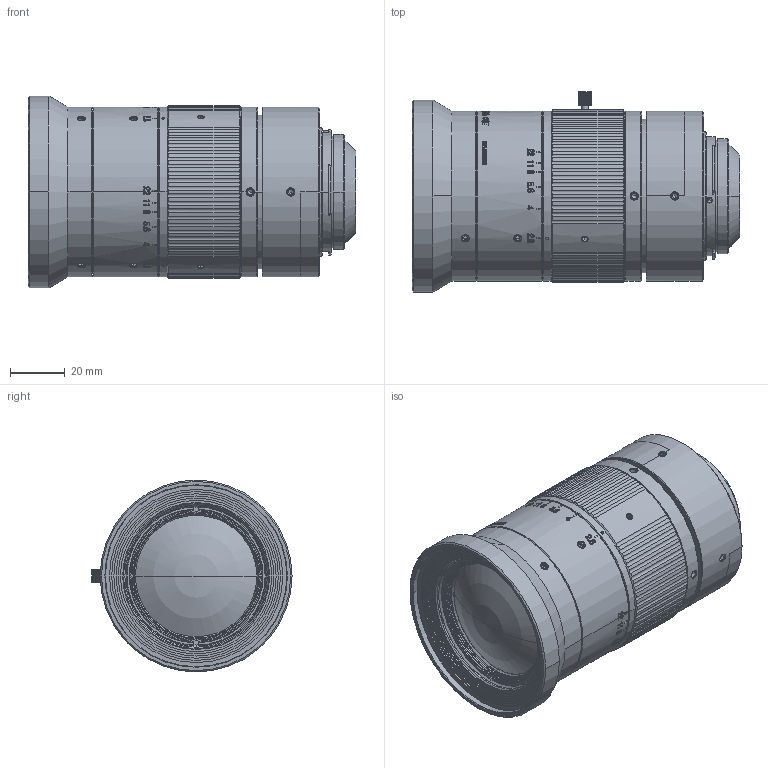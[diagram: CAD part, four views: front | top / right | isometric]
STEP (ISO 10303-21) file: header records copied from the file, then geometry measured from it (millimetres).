
FILE_DESCRIPTION((''),'2;1');
FILE_NAME('LM2828B2_F_M58_M72_ASM_ASM','2023-11-30T',('Administrator'),(''),'PRO/ENGINEER BY PARAMETRIC TECHNOLOGY CORPORATION, 2014320','PRO/ENGINEER BY PARAMETRIC TECHNOLOGY CORPORATION, 2014320','');
FILE_SCHEMA(('CONFIG_CONTROL_DESIGN'));
Length unit declared in the file: millimetre
Products named in the file (29): LM2828B-1-2_ASM_1_ASM; V610033A-604_1; LM2828C-1-2_ASM_1_ASM; LM2828B-GG-1_1_ASM; V610033A-601_8; V610033A-610_4; V610033A-611_2; LM2828B-1-1-1_ASM_3_ASM; LM2828B-GG-2_1_ASM; V610033A-602_4; LM2828B-1-1-2_ASM_2_ASM; V610033A-608_2; NUT_M3X4_1; LM2828B-1-1_ASM_6_ASM; LM2828B-GG-3_1_ASM; LM2828C-2_ASM_2_ASM; LM2828B-1_ASM_1_ASM; LM2828B-2_ASM_1_ASM; V610033A-605_1; M2_5X6_1; LM2828B-4_ASM_1_ASM; V610033A-606_PVT_3; V610033A-607_WITHOUT_MARK_1; V610033A-609_15; NUT_M1_2X1_3_2; LM2828B-5_ASM_2_ASM; LM2828B-6_ASM_1_ASM; LM2828B2_F_M58_M72_ASM_36_ASM; LM2828B2_F_M58_M72_ASM_ASM
Assembly tree (43 placements, depth 6):
  LM2828B2_F_M58_M72_ASM_ASM
    LM2828B2_F_M58_M72_ASM_36_ASM
      LM2828B-1_ASM_1_ASM
        LM2828B-1-2_ASM_1_ASM
        LM2828C-1-2_ASM_1_ASM
          V610033A-604_1
        LM2828B-1-1_ASM_6_ASM
          LM2828B-1-1-1_ASM_3_ASM
            LM2828B-GG-1_1_ASM
            V610033A-601_8
            V610033A-610_4
            V610033A-611_2
          LM2828B-1-1-2_ASM_2_ASM
            LM2828B-GG-2_1_ASM
            V610033A-602_4
          V610033A-608_2
          NUT_M3X4_1  x4
        LM2828C-2_ASM_2_ASM
          LM2828B-GG-3_1_ASM
      LM2828B-2_ASM_1_ASM
        LM2828B-GG-3_1_ASM
      LM2828C-2_ASM_2_ASM
        LM2828B-GG-3_1_ASM
      LM2828B-4_ASM_1_ASM
        V610033A-605_1
        M2_5X6_1
      V610033A-606_PVT_3
      V610033A-607_WITHOUT_MARK_1
      LM2828B-5_ASM_2_ASM
        V610033A-609_15
        NUT_M1_2X1_3_2
      LM2828B-6_ASM_1_ASM
      NUT_M3X4_1  x10
Bounding box: 119.52 x 73 x 70 mm (x, y, z)
Volume: 340102.3 mm3; surface area: 116385.7 mm2
Topology: 26 solids, 45 shells, 2584 faces, 7055 edges, 4685 vertices
Faces by surface type: plane 748, bspline 674, cylinder 661, cone 344, extrusion 149, sphere 4, torus 4
Entity records: 109749 total; most frequent: CARTESIAN_POINT 55114, ORIENTED_EDGE 12526, DIRECTION 9035, EDGE_CURVE 6321, VERTEX_POINT 4230, AXIS2_PLACEMENT_3D 3231, VECTOR 2573, EDGE_LOOP 2535
